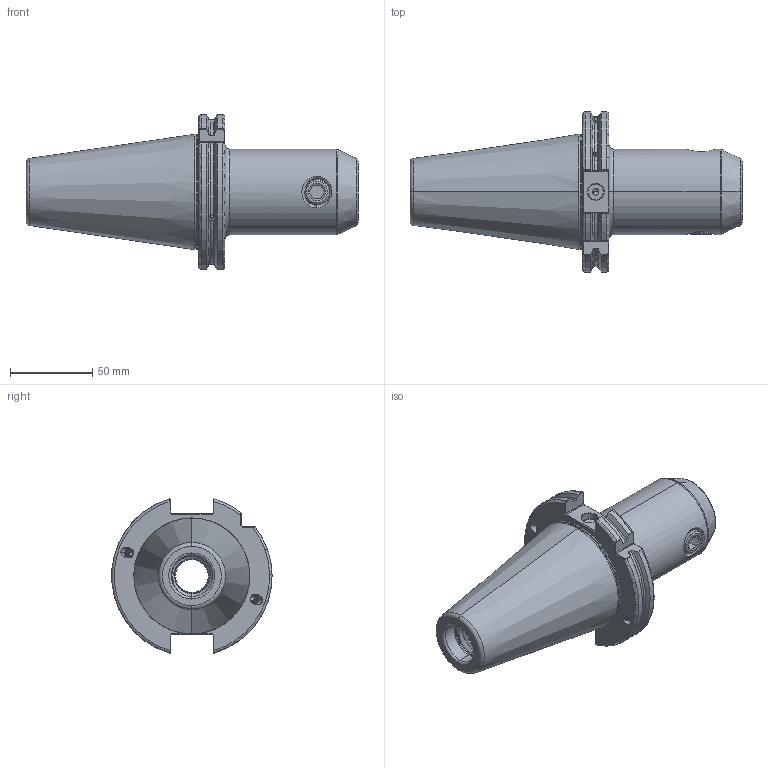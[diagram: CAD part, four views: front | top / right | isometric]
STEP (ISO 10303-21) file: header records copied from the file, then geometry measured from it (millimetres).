
FILE_DESCRIPTION (( 'STEP AP203' ), '1' );
FILE_NAME ('503.04.20.1.STEP', '2016-11-25T07:58:49', ( '' ), ( '' ), 'SwSTEP 2.0', 'SolidWorks 2012', '' );
FILE_SCHEMA (( 'CONFIG_CONTROL_DESIGN' ));
Length unit declared in the file: millimetre
Products named in the file (3): 503.04.20.1; 側固16_M16x2_16L
Assembly tree (2 placements, depth 2):
  503.04.20.1
    503.04.20.1
    側固16_M16x2_16L
Bounding box: 201.75 x 97.33 x 93.81 mm (x, y, z)
Volume: 455163.4 mm3; surface area: 66644.6 mm2
Topology: 2 solids, 2 shells, 332 faces, 885 edges, 550 vertices
Faces by surface type: cylinder 138, plane 69, bspline 44, cone 41, torus 38, sphere 2
Entity records: 30258 total; most frequent: CARTESIAN_POINT 22792, ORIENTED_EDGE 1738, DIRECTION 1210, EDGE_CURVE 869, VERTEX_POINT 550, AXIS2_PLACEMENT_3D 473, EDGE_LOOP 353, ADVANCED_FACE 332
